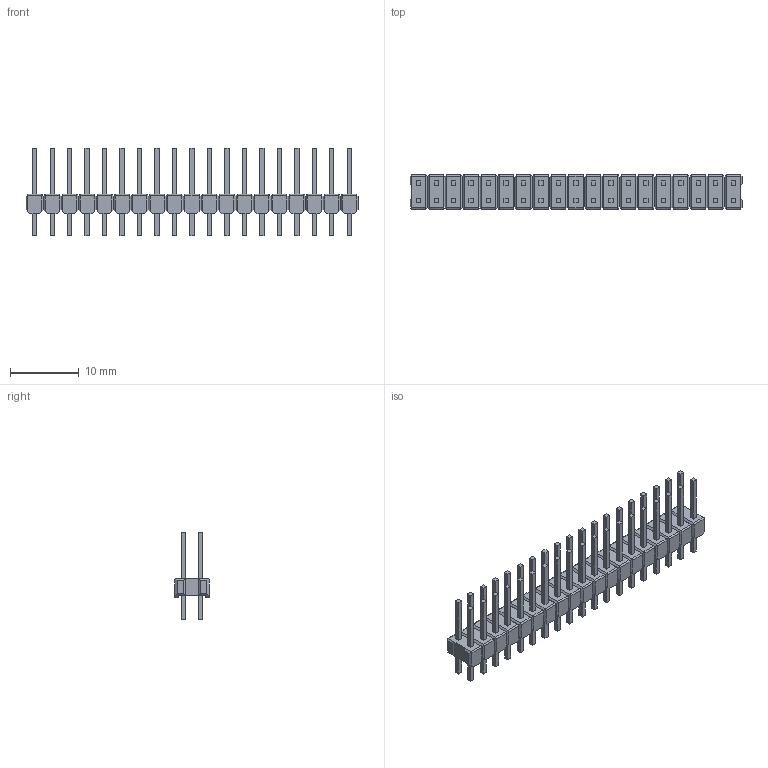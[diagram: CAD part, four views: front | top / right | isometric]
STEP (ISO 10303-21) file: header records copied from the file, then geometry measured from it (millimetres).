
FILE_DESCRIPTION((''),'2;1');
FILE_NAME('C-1-826632-9','2017-03-30T',('workeradm'),('Tyco Electronics Ltd.'),'CREO PARAMETRIC BY PTC INC, 2016050','CREO PARAMETRIC BY PTC INC, 2016050','');
FILE_SCHEMA(('AUTOMOTIVE_DESIGN { 1 0 10303 214 1 1 1 1 }'));
Length unit declared in the file: millimetre
Products named in the file (1): C-1-826632-9
Bounding box: 48.26 x 5 x 12.7 mm (x, y, z)
Volume: 746.3 mm3; surface area: 1804.2 mm2
Topology: 1 solids, 1 shells, 736 faces, 1894 edges, 1236 vertices
Faces by surface type: plane 698, cylinder 38
Entity records: 22106 total; most frequent: CARTESIAN_POINT 4324, ORIENTED_EDGE 3788, DIRECTION 3214, EDGE_CURVE 1894, VECTOR 1742, LINE 1742, VERTEX_POINT 1236, EDGE_LOOP 812
